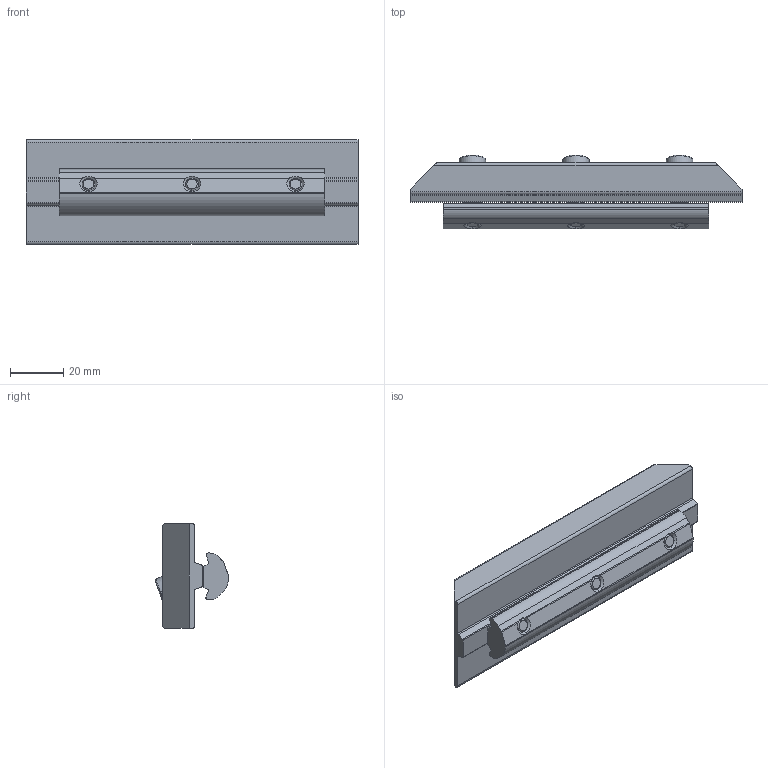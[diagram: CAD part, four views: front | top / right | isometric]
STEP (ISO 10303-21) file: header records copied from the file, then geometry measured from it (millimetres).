
FILE_DESCRIPTION (( 'STEP AP214' ), '1' );
FILE_NAME ('40mm HD Butt Joint Joining Plate Kit(40CJP-0521-001-01).STEP', '2023-08-30T16:09:28', ( '' ), ( '' ), 'SwSTEP 2.0', 'SolidWorks 2020', '' );
FILE_SCHEMA (( 'AUTOMOTIVE_DESIGN' ));
Length unit declared in the file: millimetre
Products named in the file (1): 40mm HD Butt Joint Joining Plate Kit(40CJP-0521-001-01)
Bounding box: 125 x 27.84 x 39.5 mm (x, y, z)
Volume: 70013.5 mm3; surface area: 22321.3 mm2
Topology: 5 solids, 5 shells, 180 faces, 426 edges, 259 vertices
Faces by surface type: cylinder 77, plane 55, cone 30, torus 18
Entity records: 7182 total; most frequent: CARTESIAN_POINT 1028, DIRECTION 880, ORIENTED_EDGE 840, EDGE_CURVE 420, AXIS2_PLACEMENT_3D 331, VERTEX_POINT 259, LINE 218, VECTOR 218
